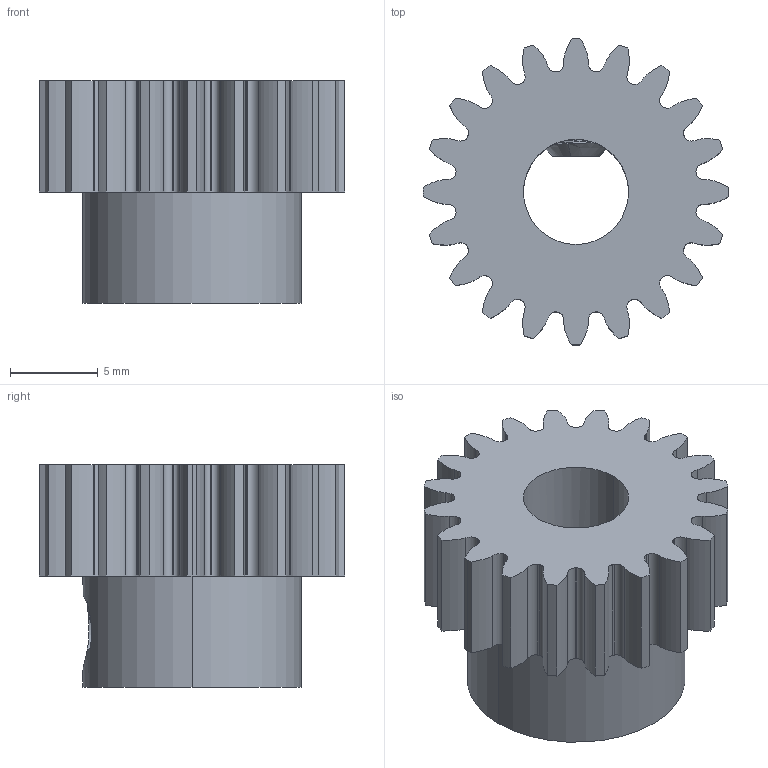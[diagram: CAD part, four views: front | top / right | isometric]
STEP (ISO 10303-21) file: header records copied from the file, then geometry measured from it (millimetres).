
FILE_DESCRIPTION (( 'STEP AP203' ), '1' );
FILE_NAME ('615262 assembly.STEP', '2016-10-04T20:25:00', ( '' ), ( '' ), 'SwSTEP 2.0', 'SolidWorks 2014', '' );
FILE_SCHEMA (( 'CONFIG_CONTROL_DESIGN' ));
Length unit declared in the file: inch
Products named in the file (3): 615262_Gear Blank; 615262 assembly; 632134_91375A436
Assembly tree (2 placements, depth 2):
  615262 assembly
    615262_Gear Blank
    632134_91375A436
Bounding box: 17.46 x 17.46 x 12.7 mm (x, y, z)
Volume: 1632.7 mm3; surface area: 1579.1 mm2
Topology: 2 solids, 2 shells, 243 faces, 693 edges, 453 vertices
Faces by surface type: bspline 91, cylinder 80, plane 56, cone 16
Entity records: 18324 total; most frequent: CARTESIAN_POINT 12510, ORIENTED_EDGE 1378, DIRECTION 832, EDGE_CURVE 689, VERTEX_POINT 453, LINE 298, VECTOR 298, AXIS2_PLACEMENT_3D 267
